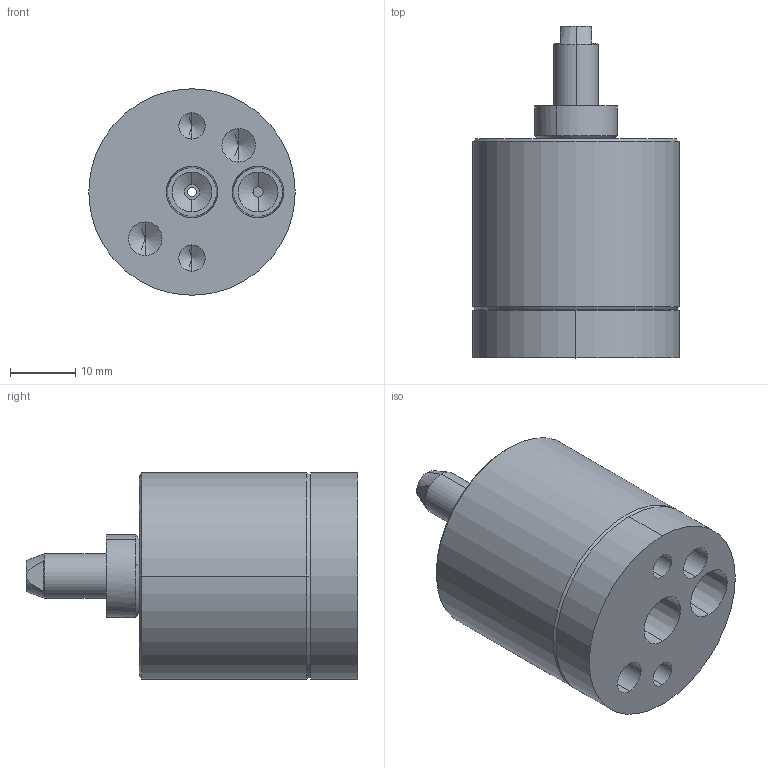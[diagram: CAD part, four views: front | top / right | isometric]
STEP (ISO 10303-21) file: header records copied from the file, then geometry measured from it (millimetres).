
FILE_DESCRIPTION (( 'STEP AP214' ), '1' );
FILE_NAME ('CTSC-002115.STEP', '2025-01-02T16:48:51', ( '' ), ( '' ), 'SwSTEP 2.0', 'SolidWorks 2023', '' );
FILE_SCHEMA (( 'AUTOMOTIVE_DESIGN' ));
Length unit declared in the file: inch
Products named in the file (1): CTSC-002115
Bounding box: 31.75 x 51.03 x 31.75 mm (x, y, z)
Volume: 25835.4 mm3; surface area: 8505.9 mm2
Topology: 1 solids, 2 shells, 89 faces, 199 edges, 120 vertices
Faces by surface type: cylinder 36, cone 29, plane 22, torus 2
Entity records: 3410 total; most frequent: DIRECTION 470, CARTESIAN_POINT 461, ORIENTED_EDGE 382, AXIS2_PLACEMENT_3D 197, EDGE_CURVE 191, VERTEX_POINT 120, CIRCLE 107, EDGE_LOOP 107
